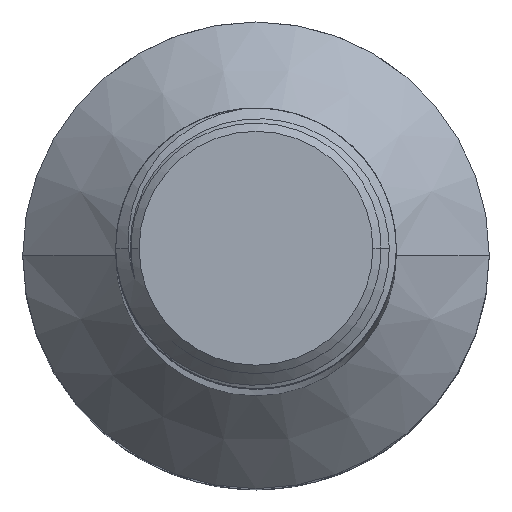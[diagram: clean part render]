
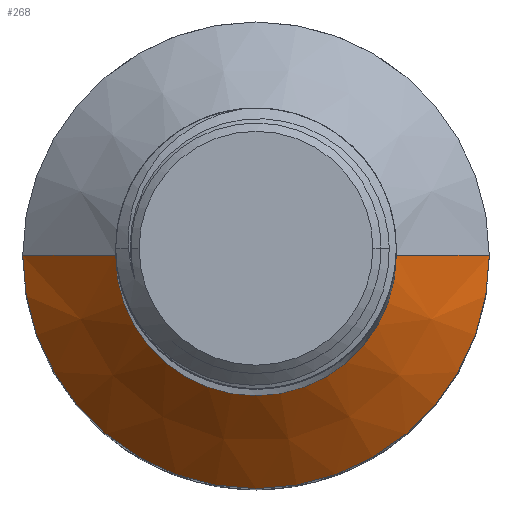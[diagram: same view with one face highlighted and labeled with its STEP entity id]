
A CAD part, top view. The second image highlights one B-rep face of the part: STEP entity #268.
In plain terms, the highlighted conical face has half-angle 44.85 degrees and reference radius 5.996 mm.
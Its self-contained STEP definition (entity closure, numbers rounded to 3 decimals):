
#268 = ADVANCED_FACE ( 'NONE', ( #3063 ), #1358, .T. ) ;
#279 = VERTEX_POINT ( 'NONE', #3957 ) ;
#373 = CARTESIAN_POINT ( 'NONE',  ( -9.975, 0., 13. ) ) ;
#638 = ORIENTED_EDGE ( 'NONE', *, *, #3039, .F. ) ;
#719 = CARTESIAN_POINT ( 'NONE',  ( 0., 0., 16.996 ) ) ;
#1133 = CARTESIAN_POINT ( 'NONE',  ( 9.975, 0., 13. ) ) ;
#1250 = LINE ( 'NONE', #3918, #3035 ) ;
#1270 = LINE ( 'NONE', #4399, #1794 ) ;
#1275 = VERTEX_POINT ( 'NONE', #2747 ) ;
#1283 = DIRECTION ( 'NONE',  ( 0., 0., 1. ) ) ;
#1328 = DIRECTION ( 'NONE',  ( 0., 0., -1. ) ) ;
#1358 = CONICAL_SURFACE ( 'NONE', #4515, 5.996, 0.783 ) ;
#1617 = DIRECTION ( 'NONE',  ( -1., 0., 0. ) ) ;
#1667 = CARTESIAN_POINT ( 'NONE',  ( 0., 0., 17. ) ) ;
#1794 = VECTOR ( 'NONE', #4382, 1000. ) ;
#2655 = EDGE_CURVE ( 'NONE', #1275, #2814, #1250, .T. ) ;
#2747 = CARTESIAN_POINT ( 'NONE',  ( 6., 0., 16.996 ) ) ;
#2814 = VERTEX_POINT ( 'NONE', #1133 ) ;
#2908 = EDGE_CURVE ( 'NONE', #279, #1275, #4577, .T. ) ;
#2917 = AXIS2_PLACEMENT_3D ( 'NONE', #7005, #1328, #7061 ) ;
#3035 = VECTOR ( 'NONE', #3945, 1000. ) ;
#3039 = EDGE_CURVE ( 'NONE', #2814, #4590, #3947, .T. ) ;
#3063 = FACE_OUTER_BOUND ( 'NONE', #7136, .T. ) ;
#3609 = DIRECTION ( 'NONE',  ( -1., 0., 0. ) ) ;
#3918 = CARTESIAN_POINT ( 'NONE',  ( 5.996, 0., 17. ) ) ;
#3945 = DIRECTION ( 'NONE',  ( 0.705, 0., -0.709 ) ) ;
#3947 = CIRCLE ( 'NONE', #2917, 9.975 ) ;
#3957 = CARTESIAN_POINT ( 'NONE',  ( -6., 0., 16.996 ) ) ;
#3991 = ORIENTED_EDGE ( 'NONE', *, *, #2908, .F. ) ;
#4382 = DIRECTION ( 'NONE',  ( -0.705, 0., -0.709 ) ) ;
#4399 = CARTESIAN_POINT ( 'NONE',  ( -5.996, 0., 17. ) ) ;
#4515 = AXIS2_PLACEMENT_3D ( 'NONE', #1667, #5617, #1617 ) ;
#4577 = CIRCLE ( 'NONE', #6004, 6. ) ;
#4590 = VERTEX_POINT ( 'NONE', #373 ) ;
#5504 = ORIENTED_EDGE ( 'NONE', *, *, #2655, .F. ) ;
#5617 = DIRECTION ( 'NONE',  ( 0., 0., -1. ) ) ;
#5860 = ORIENTED_EDGE ( 'NONE', *, *, #5980, .T. ) ;
#5980 = EDGE_CURVE ( 'NONE', #279, #4590, #1270, .T. ) ;
#6004 = AXIS2_PLACEMENT_3D ( 'NONE', #719, #1283, #3609 ) ;
#7005 = CARTESIAN_POINT ( 'NONE',  ( 0., 0., 13. ) ) ;
#7061 = DIRECTION ( 'NONE',  ( 1., 0., 0. ) ) ;
#7136 = EDGE_LOOP ( 'NONE', ( #5504, #3991, #5860, #638 ) ) ;
